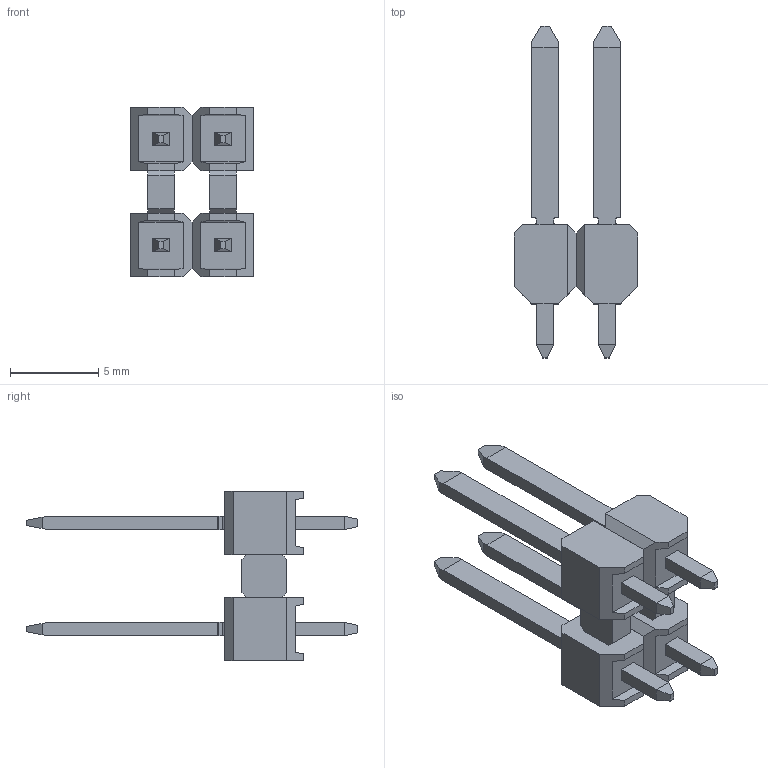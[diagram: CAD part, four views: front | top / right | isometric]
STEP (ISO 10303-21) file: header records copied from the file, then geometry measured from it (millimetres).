
FILE_DESCRIPTION(('STEP AP242'),'1');
FILE_NAME('757571121.stp','2025-04-28T23:26:41',('TraceParts'),('TraceParts S.A.'),'Spatial InterOp 3D',' ',' ');
FILE_SCHEMA(('AP242_MANAGED_MODEL_BASED_3D_ENGINEERING_MIM_LF {1 0 10303 442 1 1 4}'));
Length unit declared in the file: millimetre
Products named in the file (1): 757571121
Bounding box: 7 x 18.75 x 9.6 mm (x, y, z)
Volume: 269.4 mm3; surface area: 548.3 mm2
Topology: 1 solids, 1 shells, 180 faces, 472 edges, 304 vertices
Faces by surface type: plane 164, cylinder 16
Entity records: 6872 total; most frequent: CARTESIAN_POINT 957, ORIENTED_EDGE 944, DIRECTION 866, EDGE_CURVE 472, LINE 440, VECTOR 440, VERTEX_POINT 304, AXIS2_PLACEMENT_3D 213
